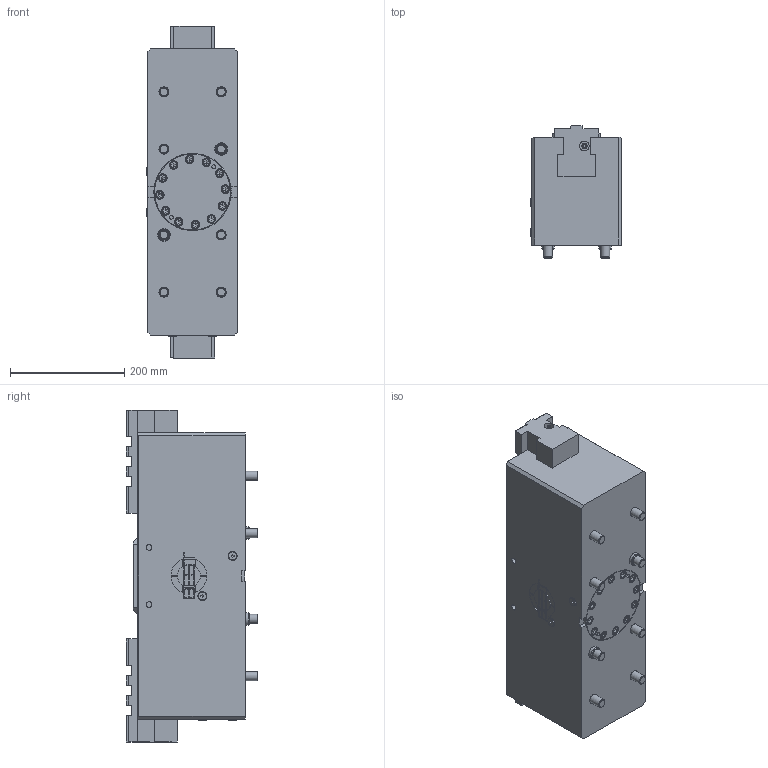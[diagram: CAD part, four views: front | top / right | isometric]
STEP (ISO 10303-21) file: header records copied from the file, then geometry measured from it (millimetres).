
FILE_DESCRIPTION(/* description */ ('Hydr. Zentrierspanner BSH-500'),/* implementation_level */ '2;1');
FILE_NAME(/* name */ '100-0500-002-Kunde (verstellbar).stp',/* time_stamp */ '2023-01-20T08:34:07+01:00',/* author */ ('Chiacchiera'),/* organization */ (''),/* preprocessor_version */ 'ST-DEVELOPER v19.2',/* originating_system */ 'Autodesk Inventor 2023',/* authorisation */ '');
FILE_SCHEMA (('AUTOMOTIVE_DESIGN { 1 0 10303 214 3 1 1 }'));
Length unit declared in the file: millimetre
Products named in the file (3): 100-0500-002-Kunde (verstellbar); 100-0500-001-Kunde (verstellbar) Basis; 100-0500-002-Kunde (verstellbar) Backe
Assembly tree (3 placements, depth 2):
  100-0500-002-Kunde (verstellbar)
    100-0500-001-Kunde (verstellbar) Basis
    100-0500-002-Kunde (verstellbar) Backe  x2
Bounding box: 158 x 230 x 580 mm (x, y, z)
Volume: 14779890.1 mm3; surface area: 906873.6 mm2
Topology: 3 solids, 7 shells, 1010 faces, 2521 edges, 1606 vertices
Faces by surface type: plane 657, cylinder 226, cone 101, torus 24, sphere 2
Full cylindrical faces by diameter (mm): 5 x2, 6.647 x2, 8.376 x6, 8.566 x4, 10 x4, 10.106 x4, 13 x12, 13.835 x10, 14 x4, 15 x12, 16 x12, 16.2 x2, 17 x2, 17.5 x8, 22 x2, 24 x8, 26 x8, 134.5 x1, 135 x1
Entity records: 25702 total; most frequent: CARTESIAN_POINT 4753, ORIENTED_EDGE 4154, DIRECTION 4100, EDGE_CURVE 2077, AXIS2_PLACEMENT_3D 1373, LINE 1354, VECTOR 1354, VERTEX_POINT 1345
